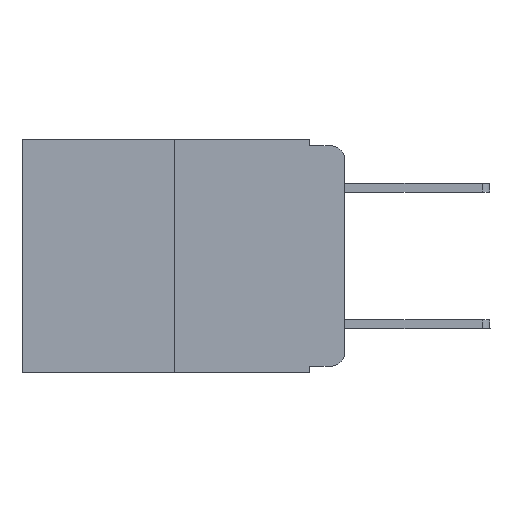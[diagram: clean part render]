
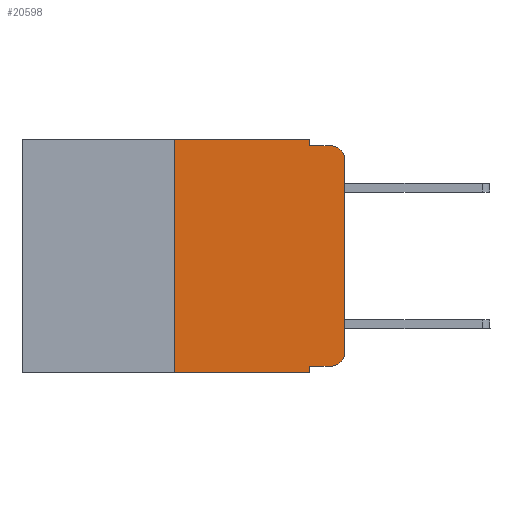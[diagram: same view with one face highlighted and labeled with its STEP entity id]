
A CAD part, left-side view. The second image highlights one B-rep face of the part: STEP entity #20598.
In plain terms, the highlighted planar face has unit normal (-1, 0, 0).
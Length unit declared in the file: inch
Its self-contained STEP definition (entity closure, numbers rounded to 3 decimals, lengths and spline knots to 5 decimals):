
#107 = DIRECTION ( 'NONE',  ( 0., 0., -1. ) ) ;
#687 = ORIENTED_EDGE ( 'NONE', *, *, #20173, .F. ) ;
#997 = VERTEX_POINT ( 'NONE', #10624 ) ;
#1741 = LINE ( 'NONE', #5769, #14637 ) ;
#1967 = CARTESIAN_POINT ( 'NONE',  ( 0., 0.051, -0.01 ) ) ;
#2244 = VERTEX_POINT ( 'NONE', #9218 ) ;
#2637 = VECTOR ( 'NONE', #6844, 39.37008 ) ;
#2858 = CARTESIAN_POINT ( 'NONE',  ( 0., 0.25, -0.343 ) ) ;
#3011 = CARTESIAN_POINT ( 'NONE',  ( 0., 0.051, -0.333 ) ) ;
#3306 = CIRCLE ( 'NONE', #22895, 0.02 ) ;
#3904 = ORIENTED_EDGE ( 'NONE', *, *, #7700, .T. ) ;
#4002 = EDGE_CURVE ( 'NONE', #11191, #6313, #12629, .T. ) ;
#4027 = DIRECTION ( 'NONE',  ( 0., 0., -1. ) ) ;
#4589 = DIRECTION ( 'NONE',  ( 0., -1., 0. ) ) ;
#4615 = EDGE_CURVE ( 'NONE', #14877, #7879, #16204, .T. ) ;
#5168 = EDGE_LOOP ( 'NONE', ( #24526, #3904, #14313, #9082, #22232, #24227, #8959, #687, #23458, #13562 ) ) ;
#5462 = CARTESIAN_POINT ( 'NONE',  ( 0., 0., -0.313 ) ) ;
#5769 = CARTESIAN_POINT ( 'NONE',  ( 0., 0.051, 0. ) ) ;
#6313 = VERTEX_POINT ( 'NONE', #8477 ) ;
#6844 = DIRECTION ( 'NONE',  ( 0., -1., 0. ) ) ;
#7690 = CARTESIAN_POINT ( 'NONE',  ( 0., 0.02, -0.01 ) ) ;
#7698 = FACE_OUTER_BOUND ( 'NONE', #5168, .T. ) ;
#7700 = EDGE_CURVE ( 'NONE', #6313, #7879, #3306, .T. ) ;
#7879 = VERTEX_POINT ( 'NONE', #7690 ) ;
#7904 = CARTESIAN_POINT ( 'NONE',  ( 0., 0.02, -0.313 ) ) ;
#8477 = CARTESIAN_POINT ( 'NONE',  ( 0., 0., -0.03 ) ) ;
#8959 = ORIENTED_EDGE ( 'NONE', *, *, #10801, .T. ) ;
#9082 = ORIENTED_EDGE ( 'NONE', *, *, #21520, .F. ) ;
#9218 = CARTESIAN_POINT ( 'NONE',  ( 0., 0.25, 0. ) ) ;
#9441 = CARTESIAN_POINT ( 'NONE',  ( 0., 0.473, -0.343 ) ) ;
#9831 = CARTESIAN_POINT ( 'NONE',  ( 0., 0.051, 0. ) ) ;
#10089 = LINE ( 'NONE', #9831, #24610 ) ;
#10214 = DIRECTION ( 'NONE',  ( 0., 0., -1. ) ) ;
#10624 = CARTESIAN_POINT ( 'NONE',  ( 0., 0.051, -0.343 ) ) ;
#10801 = EDGE_CURVE ( 'NONE', #20355, #997, #22740, .T. ) ;
#11191 = VERTEX_POINT ( 'NONE', #5462 ) ;
#12301 = CARTESIAN_POINT ( 'NONE',  ( 0., 0.051, -0.01 ) ) ;
#12350 = DIRECTION ( 'NONE',  ( -1., 0., 0. ) ) ;
#12629 = LINE ( 'NONE', #18466, #19811 ) ;
#12822 = LINE ( 'NONE', #3011, #21415 ) ;
#13404 = CARTESIAN_POINT ( 'NONE',  ( 0., 0.02, -0.333 ) ) ;
#13562 = ORIENTED_EDGE ( 'NONE', *, *, #24464, .T. ) ;
#13632 = EDGE_CURVE ( 'NONE', #2244, #20215, #25263, .T. ) ;
#13960 = CARTESIAN_POINT ( 'NONE',  ( 0., 0.473, 0. ) ) ;
#14160 = AXIS2_PLACEMENT_3D ( 'NONE', #13960, #21898, #4027 ) ;
#14299 = DIRECTION ( 'NONE',  ( 0., 0., -1. ) ) ;
#14313 = ORIENTED_EDGE ( 'NONE', *, *, #4615, .F. ) ;
#14380 = DIRECTION ( 'NONE',  ( 0., -1., 0. ) ) ;
#14599 = VERTEX_POINT ( 'NONE', #24114 ) ;
#14637 = VECTOR ( 'NONE', #15973, 39.37008 ) ;
#14756 = CARTESIAN_POINT ( 'NONE',  ( 0., 0.02, -0.03 ) ) ;
#14769 = CIRCLE ( 'NONE', #15175, 0.02 ) ;
#14877 = VERTEX_POINT ( 'NONE', #1967 ) ;
#15175 = AXIS2_PLACEMENT_3D ( 'NONE', #7904, #12350, #14299 ) ;
#15224 = CARTESIAN_POINT ( 'NONE',  ( 0., 0.473, 0. ) ) ;
#15973 = DIRECTION ( 'NONE',  ( 0., 0., -1. ) ) ;
#16204 = LINE ( 'NONE', #12301, #18175 ) ;
#16702 = VECTOR ( 'NONE', #18007, 39.37008 ) ;
#18007 = DIRECTION ( 'NONE',  ( 0., 0., 1. ) ) ;
#18131 = DIRECTION ( 'NONE',  ( -1., 0., 0. ) ) ;
#18175 = VECTOR ( 'NONE', #14380, 39.37008 ) ;
#18466 = CARTESIAN_POINT ( 'NONE',  ( 0., 0., 0. ) ) ;
#18936 = DIRECTION ( 'NONE',  ( 0., -1., 0. ) ) ;
#19811 = VECTOR ( 'NONE', #22267, 39.37008 ) ;
#19822 = CARTESIAN_POINT ( 'NONE',  ( 0., 0.25, 0. ) ) ;
#20173 = EDGE_CURVE ( 'NONE', #14599, #997, #10089, .T. ) ;
#20197 = EDGE_CURVE ( 'NONE', #20355, #2244, #23648, .T. ) ;
#20215 = VERTEX_POINT ( 'NONE', #25752 ) ;
#20355 = VERTEX_POINT ( 'NONE', #2858 ) ;
#20598 = ADVANCED_FACE ( 'NONE', ( #7698 ), #23624, .F. ) ;
#21098 = VERTEX_POINT ( 'NONE', #13404 ) ;
#21263 = VECTOR ( 'NONE', #18936, 39.37008 ) ;
#21415 = VECTOR ( 'NONE', #4589, 39.37008 ) ;
#21520 = EDGE_CURVE ( 'NONE', #20215, #14877, #1741, .T. ) ;
#21898 = DIRECTION ( 'NONE',  ( 1., 0., 0. ) ) ;
#22232 = ORIENTED_EDGE ( 'NONE', *, *, #13632, .F. ) ;
#22267 = DIRECTION ( 'NONE',  ( 0., 0., 1. ) ) ;
#22740 = LINE ( 'NONE', #9441, #21263 ) ;
#22895 = AXIS2_PLACEMENT_3D ( 'NONE', #14756, #18131, #10214 ) ;
#23458 = ORIENTED_EDGE ( 'NONE', *, *, #25216, .T. ) ;
#23624 = PLANE ( 'NONE',  #14160 ) ;
#23648 = LINE ( 'NONE', #19822, #16702 ) ;
#24114 = CARTESIAN_POINT ( 'NONE',  ( 0., 0.051, -0.333 ) ) ;
#24227 = ORIENTED_EDGE ( 'NONE', *, *, #20197, .F. ) ;
#24464 = EDGE_CURVE ( 'NONE', #21098, #11191, #14769, .T. ) ;
#24526 = ORIENTED_EDGE ( 'NONE', *, *, #4002, .T. ) ;
#24610 = VECTOR ( 'NONE', #107, 39.37008 ) ;
#25216 = EDGE_CURVE ( 'NONE', #14599, #21098, #12822, .T. ) ;
#25263 = LINE ( 'NONE', #15224, #2637 ) ;
#25752 = CARTESIAN_POINT ( 'NONE',  ( 0., 0.051, 0. ) ) ;
